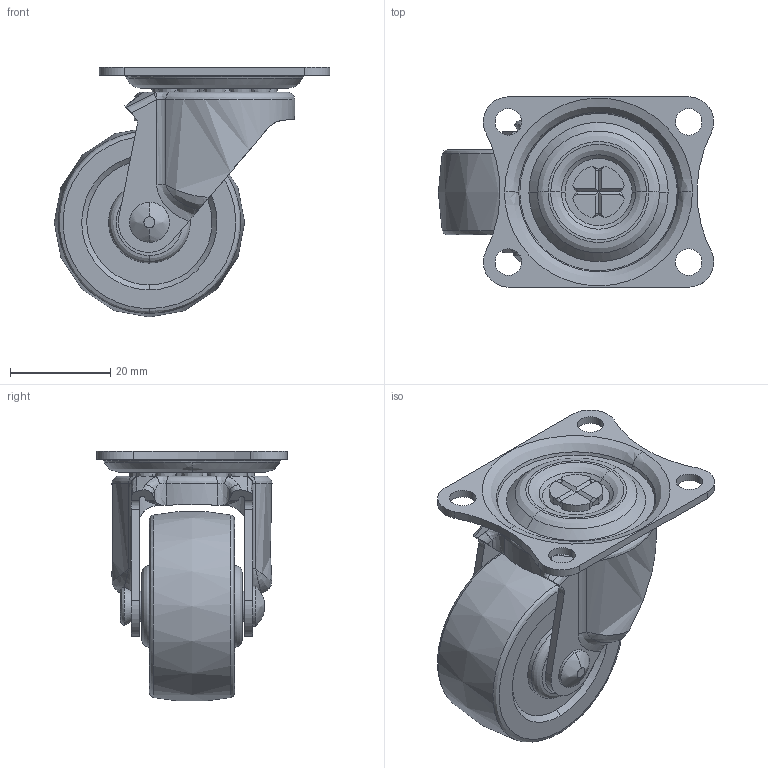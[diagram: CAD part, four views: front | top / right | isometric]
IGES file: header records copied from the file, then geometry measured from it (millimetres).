
Start section: ------------------------------------------------------------------------
Global section: file name: PC002.7988.TCA_420G_U38_26628.igs; native system: spGate; preprocessor: ver19.8.4 (****-****-****-****); author: Unknown; organization: Unknown; date: 250807.203136; units: millimetre
Bounding box: 55 x 38 x 49.91 mm (x, y, z)
Volume: 25835.2 mm3; surface area: 14980.3 mm2
Topology: 5 solids, 5 shells, 248 faces, 644 edges, 384 vertices
Faces by surface type: bspline 248
